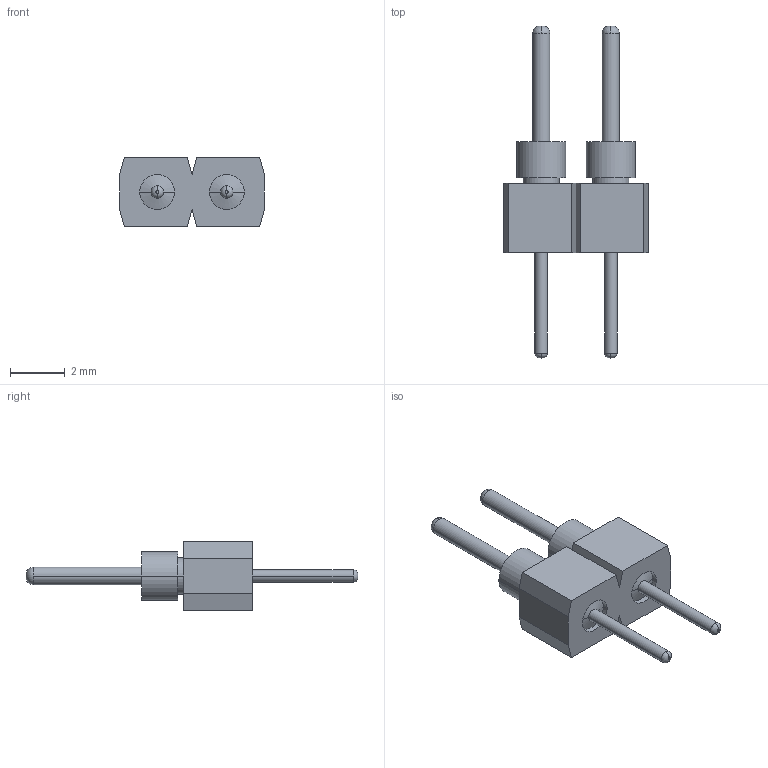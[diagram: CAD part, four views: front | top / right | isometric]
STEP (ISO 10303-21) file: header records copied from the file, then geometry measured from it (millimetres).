
FILE_DESCRIPTION(('STEP AP242'),'1');
FILE_NAME('ts-102-t-a.stp','2025-01-15T14:18:38',('TraceParts'),('TraceParts S.A.'),'Spatial InterOp 3D',' ',' ');
FILE_SCHEMA(('AP242_MANAGED_MODEL_BASED_3D_ENGINEERING_MIM_LF {1 0 10303 442 1 1 4}'));
Length unit declared in the file: millimetre
Products named in the file (1): ts-102-t-a
Bounding box: 5.28 x 12.12 x 2.54 mm (x, y, z)
Volume: 42 mm3; surface area: 135.4 mm2
Topology: 1 solids, 1 shells, 72 faces, 166 edges, 108 vertices
Faces by surface type: cylinder 28, plane 28, cone 8, torus 8
Entity records: 2666 total; most frequent: DIRECTION 400, CARTESIAN_POINT 347, ORIENTED_EDGE 332, EDGE_CURVE 166, AXIS2_PLACEMENT_3D 161, VERTEX_POINT 108, CIRCLE 88, EDGE_LOOP 84
